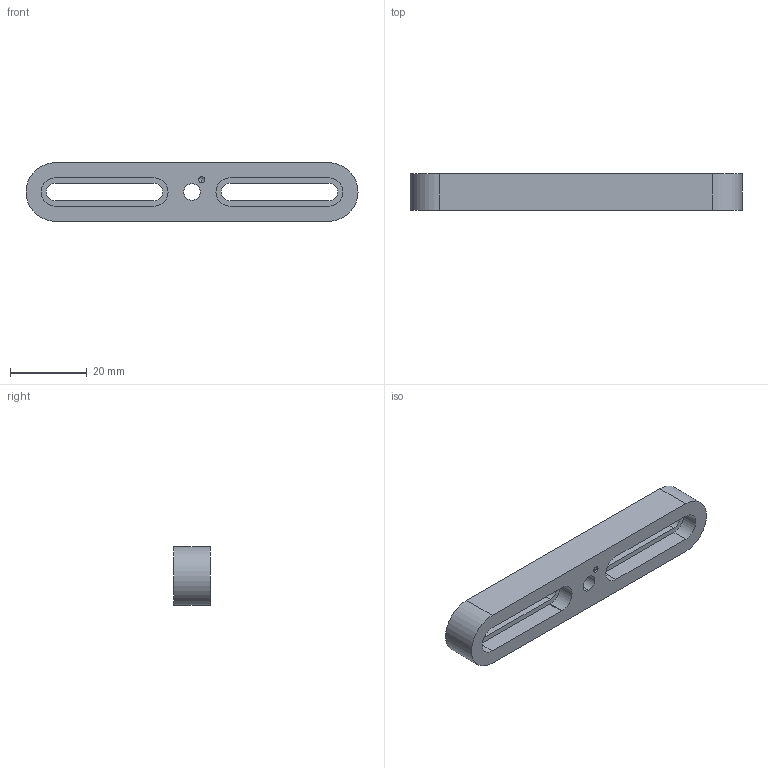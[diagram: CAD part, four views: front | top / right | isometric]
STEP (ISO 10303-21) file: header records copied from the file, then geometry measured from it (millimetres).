
FILE_DESCRIPTION((''),'2;1');
FILE_NAME('PJ30-A2','2023-03-23T17:29:06',('R&D'),(''),'CREO PARAMETRIC BY PTC INC, 2022162','CREO PARAMETRIC BY PTC INC, 2022162','');
FILE_SCHEMA(('CONFIG_CONTROL_DESIGN'));
Length unit declared in the file: millimetre
Products named in the file (1): PJ30-A2
Bounding box: 86.35 x 9.53 x 15.24 mm (x, y, z)
Volume: 8398.3 mm3; surface area: 5276.6 mm2
Topology: 1 solids, 1 shells, 35 faces, 88 edges, 57 vertices
Faces by surface type: cylinder 18, plane 15, cone 2
Entity records: 1098 total; most frequent: DIRECTION 192, CARTESIAN_POINT 178, ORIENTED_EDGE 172, EDGE_CURVE 86, AXIS2_PLACEMENT_3D 71, VERTEX_POINT 57, VECTOR 50, LINE 50
